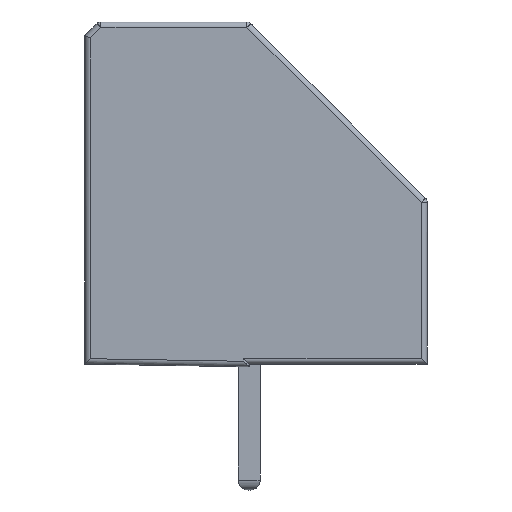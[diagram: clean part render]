
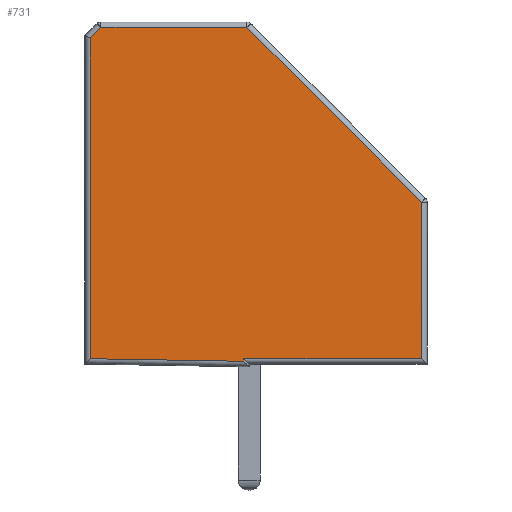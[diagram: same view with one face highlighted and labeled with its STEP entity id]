
A CAD part, left-side view. The second image highlights one B-rep face of the part: STEP entity #731.
In plain terms, the highlighted planar face has unit normal (-1, 0, 0).
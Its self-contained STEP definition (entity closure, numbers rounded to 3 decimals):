
#13=DIRECTION('',(0.,0.,1.));
#27=VECTOR('',#13,1.);
#51=DIRECTION('',(0.,0.707,-0.707));
#52=DIRECTION('',(0.,0.707,0.707));
#79=DIRECTION('',(0.,-1.,0.));
#127=VECTOR('',#79,1.);
#148=VECTOR('',#149,1.);
#149=DIRECTION('',(0.,-1.,-0.017));
#162=VECTOR('',#52,1.);
#169=VECTOR('',#170,1.);
#170=DIRECTION('',(0.,1.,0.));
#177=VECTOR('',#51,1.);
#182=VECTOR('',#183,1.);
#183=DIRECTION('',(0.,0.,-1.));
#187=DIRECTION('',(-1.,0.,0.));
#188=DIRECTION('',(0.,-1.,0.));
#268=VERTEX_POINT('',#269);
#269=CARTESIAN_POINT('',(-2.5,-6.3,6.017));
#279=EDGE_CURVE('',#280,#268,#282,.T.);
#280=VERTEX_POINT('',#281);
#281=CARTESIAN_POINT('',(-2.5,-6.3,0.3));
#282=LINE('',#283,#27);
#283=CARTESIAN_POINT('',(-2.5,-6.3,0.1));
#534=VERTEX_POINT('',#535);
#535=CARTESIAN_POINT('',(-2.5,0.2,0.3));
#539=ORIENTED_EDGE('',*,*,#540,.T.);
#540=EDGE_CURVE('',#534,#280,#541,.T.);
#541=LINE('',#542,#127);
#542=CARTESIAN_POINT('',(-2.5,0.,0.3));
#731=ADVANCED_FACE('',(#732),#769,.T.);
#732=FACE_BOUND('',#733,.T.);
#733=EDGE_LOOP('',(#734,#742,#748,#754,#760,#539,#764,#765));
#734=ORIENTED_EDGE('',*,*,#735,.T.);
#735=EDGE_CURVE('',#736,#738,#740,.T.);
#736=VERTEX_POINT('',#737);
#737=CARTESIAN_POINT('',(-2.5,0.083,12.4));
#738=VERTEX_POINT('',#739);
#739=CARTESIAN_POINT('',(-2.5,5.417,12.4));
#740=LINE('',#741,#169);
#741=CARTESIAN_POINT('',(-2.5,0.,12.4));
#742=ORIENTED_EDGE('',*,*,#743,.T.);
#743=EDGE_CURVE('',#738,#744,#746,.T.);
#744=VERTEX_POINT('',#745);
#745=CARTESIAN_POINT('',(-2.5,5.8,12.017));
#746=LINE('',#747,#177);
#747=CARTESIAN_POINT('',(-2.5,5.359,12.459));
#748=ORIENTED_EDGE('',*,*,#749,.T.);
#749=EDGE_CURVE('',#744,#750,#752,.T.);
#750=VERTEX_POINT('',#751);
#751=CARTESIAN_POINT('',(-2.5,5.8,0.297));
#752=LINE('',#753,#182);
#753=CARTESIAN_POINT('',(-2.5,5.8,12.1));
#754=ORIENTED_EDGE('',*,*,#755,.T.);
#755=EDGE_CURVE('',#750,#756,#758,.T.);
#756=VERTEX_POINT('',#757);
#757=CARTESIAN_POINT('',(-2.5,0.2,0.203));
#758=LINE('',#759,#148);
#759=CARTESIAN_POINT('',(-2.5,5.997,0.3));
#760=ORIENTED_EDGE('',*,*,#761,.T.);
#761=EDGE_CURVE('',#756,#534,#762,.T.);
#762=LINE('',#763,#27);
#763=CARTESIAN_POINT('',(-2.5,0.2,0.));
#764=ORIENTED_EDGE('',*,*,#279,.T.);
#765=ORIENTED_EDGE('',*,*,#766,.T.);
#766=EDGE_CURVE('',#268,#736,#767,.T.);
#767=LINE('',#768,#162);
#768=CARTESIAN_POINT('',(-2.5,-6.359,5.959));
#769=PLANE('',#770);
#770=AXIS2_PLACEMENT_3D('',#771,#187,#188);
#771=CARTESIAN_POINT('',(-2.5,0.417,5.581));
